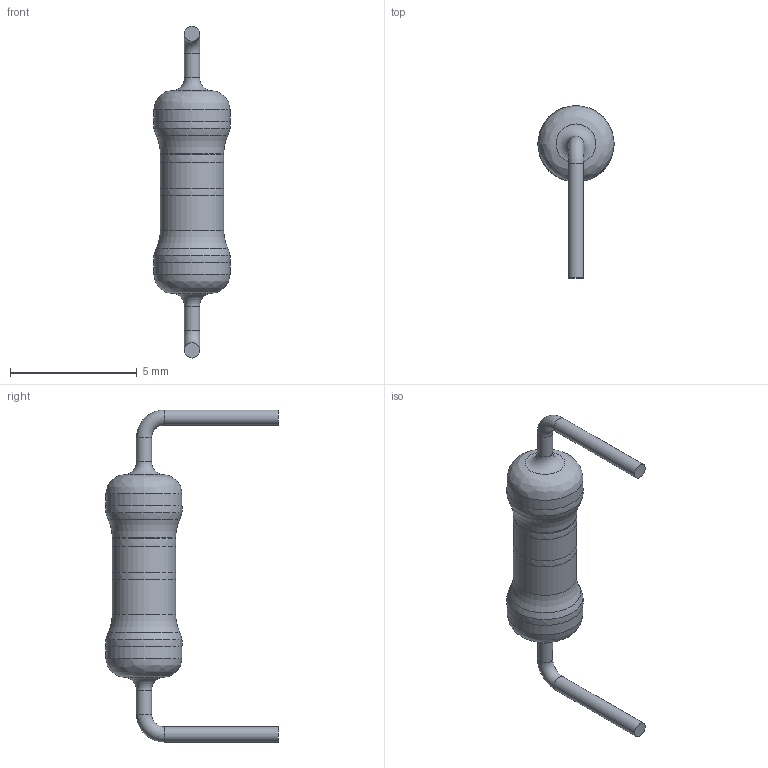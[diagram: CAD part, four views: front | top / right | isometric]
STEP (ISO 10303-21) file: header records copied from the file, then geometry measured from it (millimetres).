
FILE_DESCRIPTION(/* description */ (''),/* implementation_level */ '2;1');
FILE_NAME(/* name */ '1K-Resistor 0.5w Beige- Diameter 2.5- 12.5- 5%.stp',/* time_stamp */ '2022-01-24T20:06:58+01:00',/* author */ ('JOSE LUIS'),/* organization */ (''),/* preprocessor_version */ 'ST-DEVELOPER v18',/* originating_system */ 'Autodesk Inventor 2020',/* authorisation */ '');
FILE_SCHEMA (('AUTOMOTIVE_DESIGN { 1 0 10303 214 3 1 1 }'));
Length unit declared in the file: millimetre
Products named in the file (1): 1K-Resistor 0.5w Beige- Diameter 2.5- 12.5- 5%
Bounding box: 3.02 x 6.81 x 13.1 mm (x, y, z)
Volume: 49.7 mm3; surface area: 103.7 mm2
Topology: 1 solids, 1 shells, 25 faces, 75 edges, 52 vertices
Faces by surface type: cylinder 9, bspline 8, torus 6, plane 2
Full cylindrical faces by diameter (mm): 0.6 x4, 2.5 x3, 3 x2
Entity records: 1195 total; most frequent: CARTESIAN_POINT 361, DIRECTION 177, ORIENTED_EDGE 150, AXIS2_PLACEMENT_3D 84, EDGE_CURVE 75, CIRCLE 66, VERTEX_POINT 52, FACE_OUTER_BOUND 25
